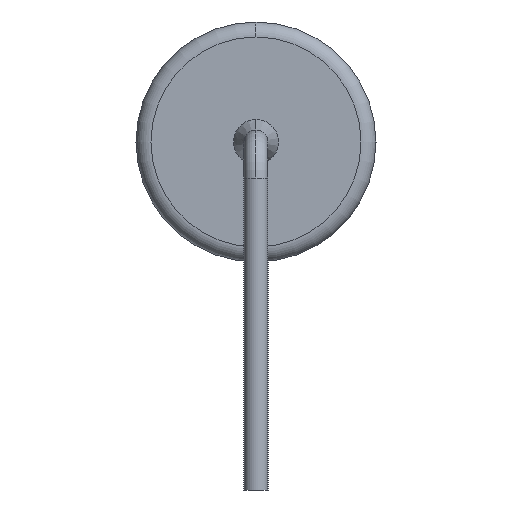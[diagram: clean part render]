
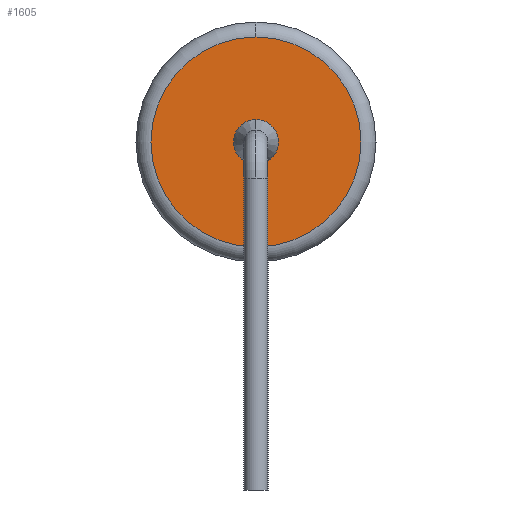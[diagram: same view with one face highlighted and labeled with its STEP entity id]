
A CAD part, left-side view. The second image highlights one B-rep face of the part: STEP entity #1605.
In plain terms, the highlighted planar face has unit normal (-1, 0, 0).
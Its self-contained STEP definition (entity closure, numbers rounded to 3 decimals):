
#1525=CARTESIAN_POINT('',(-50.,0.0,7.5));
#1526=VERTEX_POINT('',#1525);
#1534=CARTESIAN_POINT('',(-50.,0.,0.5));
#1535=VERTEX_POINT('',#1534);
#1536=CARTESIAN_POINT('',(-50.,0.0,4.));
#1537=DIRECTION('',(1.0,0.0,0.0));
#1538=DIRECTION('',(0.0,0.0,1.0));
#1539=AXIS2_PLACEMENT_3D('',#1536,#1537,#1538);
#1540=CIRCLE('',#1539,3.5);
#1541=EDGE_CURVE('',#1526,#1535,#1540,.T.);
#1568=CARTESIAN_POINT('',(-50.,0.0,4.));
#1569=DIRECTION('',(1.0,0.0,0.0));
#1570=DIRECTION('',(0.0,0.0,1.0));
#1571=AXIS2_PLACEMENT_3D('',#1568,#1569,#1570);
#1572=CIRCLE('',#1571,3.5);
#1573=EDGE_CURVE('',#1535,#1526,#1572,.T.);
#1596=CARTESIAN_POINT('',(-50.,0.0,4.0));
#1597=DIRECTION('',(-1.0,0.0,0.0));
#1598=DIRECTION('',(0.0,0.0,1.0));
#1599=AXIS2_PLACEMENT_3D('',#1596,#1597,#1598);
#1600=PLANE('',#1599);
#1601=ORIENTED_EDGE('',*,*,#1573,.F.);
#1602=ORIENTED_EDGE('',*,*,#1541,.F.);
#1603=EDGE_LOOP('',(#1601,#1602));
#1604=FACE_OUTER_BOUND('',#1603,.T.);
#1605=ADVANCED_FACE('',(#1604),#1600,.T.);
